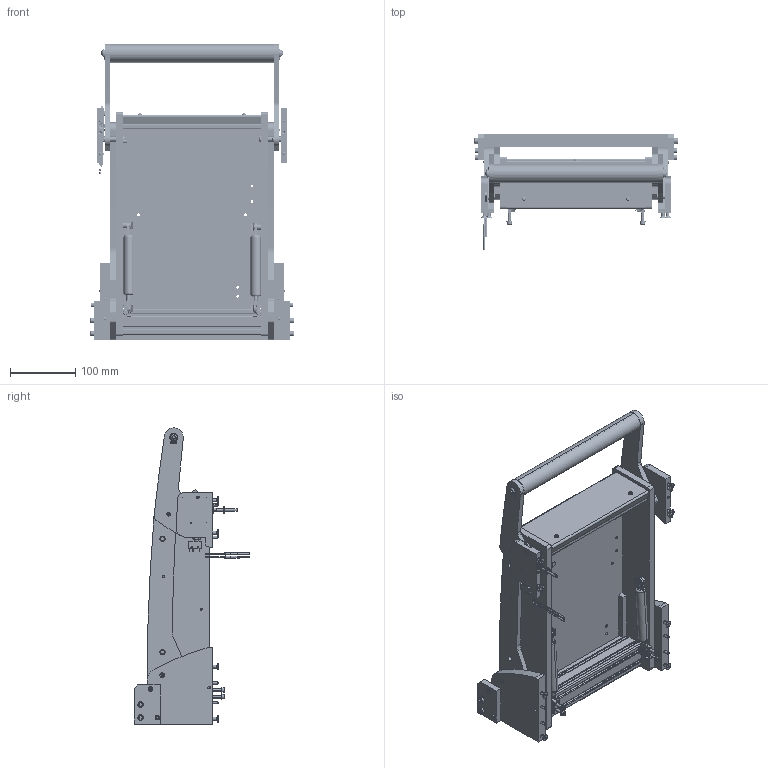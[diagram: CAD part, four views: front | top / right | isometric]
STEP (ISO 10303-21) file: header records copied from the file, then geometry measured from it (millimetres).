
FILE_DESCRIPTION (( 'STEP AP214' ), '1' );
FILE_NAME ('49395~4.STEP', '2017-11-08T11:17:12', ( '' ), ( '' ), 'SwSTEP 2.0', 'SolidWorks 2016', '' );
FILE_SCHEMA (( 'AUTOMOTIVE_DESIGN' ));
Length unit declared in the file: millimetre
Products named in the file (82): 20202~0; DIN125~n_06,4 M06,0 Fase; 36688~0_S; ISO7380~n_M04,0x006; 39893~3_KUNDE<S>; 49264~2_S; 49398~3_S; 48026~0_S; 36027~3_S; DIN125~n_04,3 M04,0; DIN7991~n_M05,0x016; 47523~0_S; GKS-114-0007~0; 48565~1_S; 37791~0; 49399~0; 3009~0; 38334~1_S; 39891~3_KUNDE<S>; 48727~1_S; DIN6325~n_04,0m6x040; DIN912~n_M04,0x020; 38789~0_S; ISO7380~n_M06,0x020; 38786~0_L„nge_125,5min <Standard>; 49932~0_S; 31788~0; DIN912~n_M04,0x012; 38788~1_S; 2207~0; DIN6325~n_04,0m6x012; K_02037~0_Standard ohne Dyn Punkt<Standard>; 34328~1_S; 2678~0; 35727~1_KUNDE<S>; KS-113-Master~-k-s_KS-113 23; 35653~7_KUNDE<S>; 21281~0_S; 49396~0_S; 2679~0_4 m6 x 16 ...
Assembly tree (198 placements, depth 3):
  49395~4
    39893~3_KUNDE<S>
    50955~3_S
      39894~2_KUNDE<S>
    50957~0_S
    50956~1_S
    39891~3_KUNDE<S>
    39892~4_KUNDE<S>
    49396~0_S
      49397~0_S
      35654~6_KUNDE<S>
      35653~7_KUNDE<S>
      34328~1_S  x2
      38788~1_S
      49932~0_S
      38789~0_S  x2
      3381~0
      38563~0_S  x2
      30951~0_S  x2
      32724~1
      ISO7380~n_M05,0x010  x2
      3011~0  x2
      35226~0  x2
      2702~0  x2
      3521~0_Spring Pin ISO 8752 - 3 x 16 - St  x4
      DIN7991~n_M05,0x020  x10
      ISO7380~n_M03,0x006  x2
      ISO7380~n_M04,0x016
      3009~0  x2
    49398~3_S
    29864~7_S  x2
    35727~1_KUNDE<S>  x2
    36176~0_S
    35717~0_S  x2
    38334~1_S  x2
    47523~0_S  x10
    48026~0_S
    8532~0
    20202~0
    KT-254L3E02-30_ada~0  x2
    GKS-114-0007~0_Hub 7<Standard>
    KS-113-Master~-k-s_KS-113 23  x2
    48727~1_S
      48726~2_S
      DIN6325~n_04,0m6x012
      48565~1_S
      DIN912~n_M04,0x020  x2
      DIN125~n_06,4 M06,0 Fase
      DIN125~n_04,3 M04,0  x2
      49317~0
    38786~0_L„nge_125,5min <Standard>
    48728~1_S
      48726~2_S
      DIN6325~n_04,0m6x012
      48565~1_S
      DIN125~n_06,4 M06,0 Fase
      DIN125~n_04,3 M04,0  x2
      DIN912~n_M04,0x020  x2
      49317~0
    31788~0
Bounding box: 311.8 x 177.3 x 453.86 mm (x, y, z)
Volume: 2743193.5 mm3; surface area: 1001884.5 mm2
Topology: 199 solids, 199 shells, 3832 faces, 9278 edges, 5846 vertices
Faces by surface type: cylinder 1577, plane 1366, cone 620, torus 104, bspline 86, sphere 79
Entity records: 68863 total; most frequent: CARTESIAN_POINT 11925, DIRECTION 11233, ORIENTED_EDGE 9942, EDGE_CURVE 4971, AXIS2_PLACEMENT_3D 4259, VERTEX_POINT 3201, LINE 2715, VECTOR 2715
